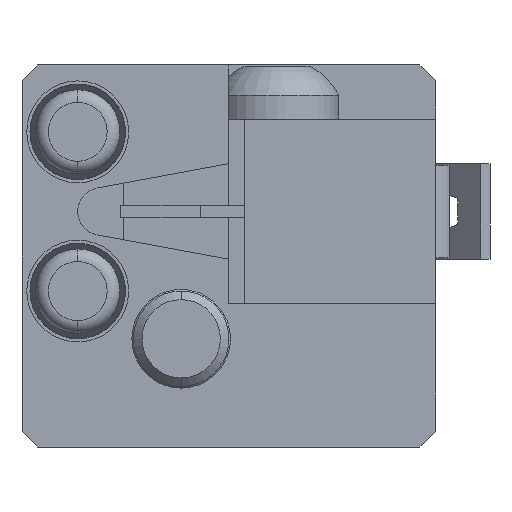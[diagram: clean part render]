
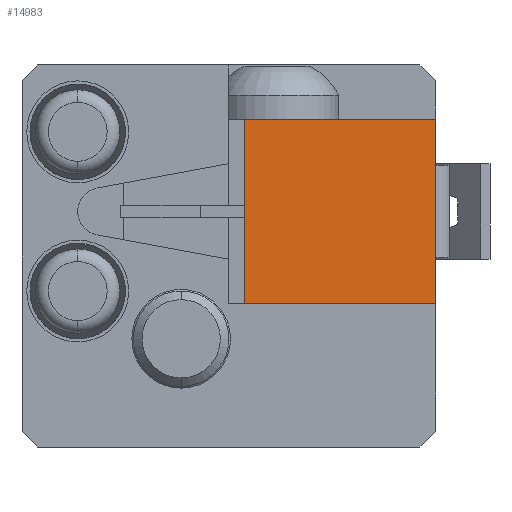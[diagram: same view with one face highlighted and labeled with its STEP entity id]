
A CAD part, front view. The second image highlights one B-rep face of the part: STEP entity #14983.
In plain terms, the highlighted face is planar.
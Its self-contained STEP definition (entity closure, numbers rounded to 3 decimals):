
#216 = LINE ( 'NONE', #18277, #9357 ) ;
#219 = VERTEX_POINT ( 'NONE', #8746 ) ;
#1015 = AXIS2_PLACEMENT_3D ( 'NONE', #6878, #19100, #8652 ) ;
#1466 = LINE ( 'NONE', #9222, #21508 ) ;
#2443 = ORIENTED_EDGE ( 'NONE', *, *, #12269, .F. ) ;
#2687 = EDGE_CURVE ( 'NONE', #15049, #219, #1466, .T. ) ;
#2721 = CARTESIAN_POINT ( 'NONE',  ( 6.4, 6.5, 2.9 ) ) ;
#3455 = PLANE ( 'NONE',  #1015 ) ;
#3944 = EDGE_CURVE ( 'NONE', #13567, #219, #5162, .T. ) ;
#3954 = CARTESIAN_POINT ( 'NONE',  ( 6.4, 3.25, 2.9 ) ) ;
#4228 = FACE_OUTER_BOUND ( 'NONE', #15592, .T. ) ;
#4684 = DIRECTION ( 'NONE',  ( 0., 1., 0. ) ) ;
#5162 = LINE ( 'NONE', #21771, #20941 ) ;
#6878 = CARTESIAN_POINT ( 'NONE',  ( 6.4, 3.25, 0. ) ) ;
#7621 = CARTESIAN_POINT ( 'NONE',  ( 6.4, 0.5, 2.9 ) ) ;
#7826 = DIRECTION ( 'NONE',  ( 0., 0., -1. ) ) ;
#8561 = VERTEX_POINT ( 'NONE', #7621 ) ;
#8609 = CARTESIAN_POINT ( 'NONE',  ( 6.4, 0.5, -2.9 ) ) ;
#8652 = DIRECTION ( 'NONE',  ( 0., 0., 1. ) ) ;
#8746 = CARTESIAN_POINT ( 'NONE',  ( 6.4, 6.5, -2.9 ) ) ;
#9222 = CARTESIAN_POINT ( 'NONE',  ( 6.4, 6.5, 0. ) ) ;
#9357 = VECTOR ( 'NONE', #7826, 1000. ) ;
#12240 = VECTOR ( 'NONE', #12641, 1000. ) ;
#12269 = EDGE_CURVE ( 'NONE', #8561, #15049, #19360, .T. ) ;
#12641 = DIRECTION ( 'NONE',  ( 0., 1., 0. ) ) ;
#13567 = VERTEX_POINT ( 'NONE', #8609 ) ;
#14307 = DIRECTION ( 'NONE',  ( 0., 0., -1. ) ) ;
#14980 = ORIENTED_EDGE ( 'NONE', *, *, #2687, .F. ) ;
#14983 = ADVANCED_FACE ( 'NONE', ( #4228 ), #3455, .F. ) ;
#15049 = VERTEX_POINT ( 'NONE', #2721 ) ;
#15160 = EDGE_CURVE ( 'NONE', #8561, #13567, #216, .T. ) ;
#15592 = EDGE_LOOP ( 'NONE', ( #22314, #16890, #14980, #2443 ) ) ;
#16890 = ORIENTED_EDGE ( 'NONE', *, *, #3944, .T. ) ;
#18277 = CARTESIAN_POINT ( 'NONE',  ( 6.4, 0.5, 2.901 ) ) ;
#19100 = DIRECTION ( 'NONE',  ( -1., 0., 0. ) ) ;
#19360 = LINE ( 'NONE', #3954, #12240 ) ;
#20941 = VECTOR ( 'NONE', #4684, 1000. ) ;
#21508 = VECTOR ( 'NONE', #14307, 1000. ) ;
#21771 = CARTESIAN_POINT ( 'NONE',  ( 6.4, 3.25, -2.9 ) ) ;
#22314 = ORIENTED_EDGE ( 'NONE', *, *, #15160, .T. ) ;
